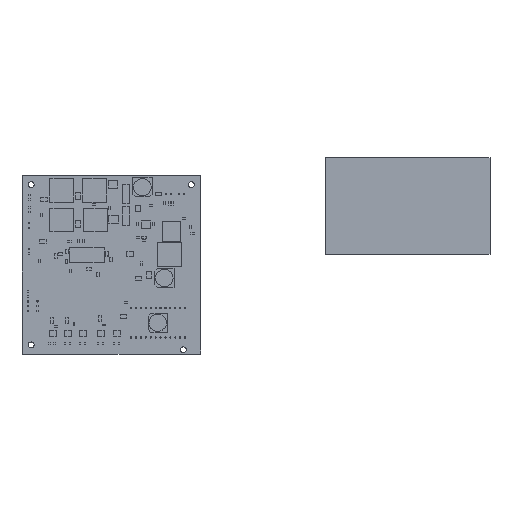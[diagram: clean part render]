
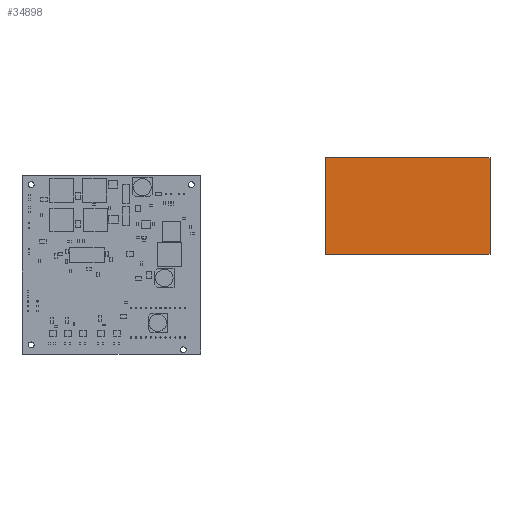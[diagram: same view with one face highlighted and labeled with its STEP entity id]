
A CAD part, top view. The second image highlights one B-rep face of the part: STEP entity #34898.
In plain terms, the highlighted planar face has unit normal (0, 0, 1).
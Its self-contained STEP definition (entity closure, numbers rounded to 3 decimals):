
#34584 = VERTEX_POINT('',#34585);
#34585 = CARTESIAN_POINT('',(42.499,24.999,8.5));
#34592 = PLANE('',#34593);
#34593 = AXIS2_PLACEMENT_3D('',#34594,#34595,#34596);
#34594 = CARTESIAN_POINT('',(42.499,24.999,0.));
#34595 = DIRECTION('',(0.,-1.,0.));
#34596 = DIRECTION('',(-1.,0.,0.));
#34604 = PLANE('',#34605);
#34605 = AXIS2_PLACEMENT_3D('',#34606,#34607,#34608);
#34606 = CARTESIAN_POINT('',(42.499,-24.999,0.));
#34607 = DIRECTION('',(-1.,0.,0.));
#34608 = DIRECTION('',(0.,1.,0.));
#34616 = EDGE_CURVE('',#34584,#34617,#34619,.T.);
#34617 = VERTEX_POINT('',#34618);
#34618 = CARTESIAN_POINT('',(-42.499,24.999,8.5));
#34619 = SURFACE_CURVE('',#34620,(#34624,#34631),.PCURVE_S1.);
#34620 = LINE('',#34621,#34622);
#34621 = CARTESIAN_POINT('',(42.499,24.999,8.5));
#34622 = VECTOR('',#34623,1.);
#34623 = DIRECTION('',(-1.,0.,0.));
#34624 = PCURVE('',#34592,#34625);
#34625 = DEFINITIONAL_REPRESENTATION('',(#34626),#34630);
#34626 = LINE('',#34627,#34628);
#34627 = CARTESIAN_POINT('',(0.,-8.5));
#34628 = VECTOR('',#34629,1.);
#34629 = DIRECTION('',(1.,0.));
#34630 = ( GEOMETRIC_REPRESENTATION_CONTEXT(2) 
PARAMETRIC_REPRESENTATION_CONTEXT() REPRESENTATION_CONTEXT('2D SPACE',''
  ) );
#34631 = PCURVE('',#34632,#34637);
#34632 = PLANE('',#34633);
#34633 = AXIS2_PLACEMENT_3D('',#34634,#34635,#34636);
#34634 = CARTESIAN_POINT('',(42.499,24.999,8.5));
#34635 = DIRECTION('',(0.,0.,-1.));
#34636 = DIRECTION('',(-1.,0.,0.));
#34637 = DEFINITIONAL_REPRESENTATION('',(#34638),#34642);
#34638 = LINE('',#34639,#34640);
#34639 = CARTESIAN_POINT('',(0.,0.));
#34640 = VECTOR('',#34641,1.);
#34641 = DIRECTION('',(1.,0.));
#34642 = ( GEOMETRIC_REPRESENTATION_CONTEXT(2) 
PARAMETRIC_REPRESENTATION_CONTEXT() REPRESENTATION_CONTEXT('2D SPACE',''
  ) );
#34660 = PLANE('',#34661);
#34661 = AXIS2_PLACEMENT_3D('',#34662,#34663,#34664);
#34662 = CARTESIAN_POINT('',(-42.499,24.999,0.));
#34663 = DIRECTION('',(1.,0.,0.));
#34664 = DIRECTION('',(0.,-1.,0.));
#34702 = EDGE_CURVE('',#34617,#34703,#34705,.T.);
#34703 = VERTEX_POINT('',#34704);
#34704 = CARTESIAN_POINT('',(-42.499,-24.999,8.5));
#34705 = SURFACE_CURVE('',#34706,(#34710,#34717),.PCURVE_S1.);
#34706 = LINE('',#34707,#34708);
#34707 = CARTESIAN_POINT('',(-42.499,24.999,8.5));
#34708 = VECTOR('',#34709,1.);
#34709 = DIRECTION('',(0.,-1.,0.));
#34710 = PCURVE('',#34660,#34711);
#34711 = DEFINITIONAL_REPRESENTATION('',(#34712),#34716);
#34712 = LINE('',#34713,#34714);
#34713 = CARTESIAN_POINT('',(0.,-8.5));
#34714 = VECTOR('',#34715,1.);
#34715 = DIRECTION('',(1.,0.));
#34716 = ( GEOMETRIC_REPRESENTATION_CONTEXT(2) 
PARAMETRIC_REPRESENTATION_CONTEXT() REPRESENTATION_CONTEXT('2D SPACE',''
  ) );
#34717 = PCURVE('',#34632,#34718);
#34718 = DEFINITIONAL_REPRESENTATION('',(#34719),#34723);
#34719 = LINE('',#34720,#34721);
#34720 = CARTESIAN_POINT('',(84.999,0.));
#34721 = VECTOR('',#34722,1.);
#34722 = DIRECTION('',(0.,-1.));
#34723 = ( GEOMETRIC_REPRESENTATION_CONTEXT(2) 
PARAMETRIC_REPRESENTATION_CONTEXT() REPRESENTATION_CONTEXT('2D SPACE',''
  ) );
#34741 = PLANE('',#34742);
#34742 = AXIS2_PLACEMENT_3D('',#34743,#34744,#34745);
#34743 = CARTESIAN_POINT('',(-42.499,-24.999,0.));
#34744 = DIRECTION('',(0.,1.,0.));
#34745 = DIRECTION('',(1.,0.,0.));
#34778 = EDGE_CURVE('',#34703,#34779,#34781,.T.);
#34779 = VERTEX_POINT('',#34780);
#34780 = CARTESIAN_POINT('',(42.499,-24.999,8.5));
#34781 = SURFACE_CURVE('',#34782,(#34786,#34793),.PCURVE_S1.);
#34782 = LINE('',#34783,#34784);
#34783 = CARTESIAN_POINT('',(-42.499,-24.999,8.5));
#34784 = VECTOR('',#34785,1.);
#34785 = DIRECTION('',(1.,0.,0.));
#34786 = PCURVE('',#34741,#34787);
#34787 = DEFINITIONAL_REPRESENTATION('',(#34788),#34792);
#34788 = LINE('',#34789,#34790);
#34789 = CARTESIAN_POINT('',(0.,-8.5));
#34790 = VECTOR('',#34791,1.);
#34791 = DIRECTION('',(1.,0.));
#34792 = ( GEOMETRIC_REPRESENTATION_CONTEXT(2) 
PARAMETRIC_REPRESENTATION_CONTEXT() REPRESENTATION_CONTEXT('2D SPACE',''
  ) );
#34793 = PCURVE('',#34632,#34794);
#34794 = DEFINITIONAL_REPRESENTATION('',(#34795),#34799);
#34795 = LINE('',#34796,#34797);
#34796 = CARTESIAN_POINT('',(84.999,-49.999));
#34797 = VECTOR('',#34798,1.);
#34798 = DIRECTION('',(-1.,0.));
#34799 = ( GEOMETRIC_REPRESENTATION_CONTEXT(2) 
PARAMETRIC_REPRESENTATION_CONTEXT() REPRESENTATION_CONTEXT('2D SPACE',''
  ) );
#34849 = EDGE_CURVE('',#34779,#34584,#34850,.T.);
#34850 = SURFACE_CURVE('',#34851,(#34855,#34862),.PCURVE_S1.);
#34851 = LINE('',#34852,#34853);
#34852 = CARTESIAN_POINT('',(42.499,-24.999,8.5));
#34853 = VECTOR('',#34854,1.);
#34854 = DIRECTION('',(0.,1.,0.));
#34855 = PCURVE('',#34604,#34856);
#34856 = DEFINITIONAL_REPRESENTATION('',(#34857),#34861);
#34857 = LINE('',#34858,#34859);
#34858 = CARTESIAN_POINT('',(0.,-8.5));
#34859 = VECTOR('',#34860,1.);
#34860 = DIRECTION('',(1.,0.));
#34861 = ( GEOMETRIC_REPRESENTATION_CONTEXT(2) 
PARAMETRIC_REPRESENTATION_CONTEXT() REPRESENTATION_CONTEXT('2D SPACE',''
  ) );
#34862 = PCURVE('',#34632,#34863);
#34863 = DEFINITIONAL_REPRESENTATION('',(#34864),#34868);
#34864 = LINE('',#34865,#34866);
#34865 = CARTESIAN_POINT('',(0.,-49.999));
#34866 = VECTOR('',#34867,1.);
#34867 = DIRECTION('',(0.,1.));
#34868 = ( GEOMETRIC_REPRESENTATION_CONTEXT(2) 
PARAMETRIC_REPRESENTATION_CONTEXT() REPRESENTATION_CONTEXT('2D SPACE',''
  ) );
#34898 = ADVANCED_FACE('',(#34899),#34632,.F.);
#34899 = FACE_BOUND('',#34900,.T.);
#34900 = EDGE_LOOP('',(#34901,#34902,#34903,#34904));
#34901 = ORIENTED_EDGE('',*,*,#34616,.T.);
#34902 = ORIENTED_EDGE('',*,*,#34702,.T.);
#34903 = ORIENTED_EDGE('',*,*,#34778,.T.);
#34904 = ORIENTED_EDGE('',*,*,#34849,.T.);
